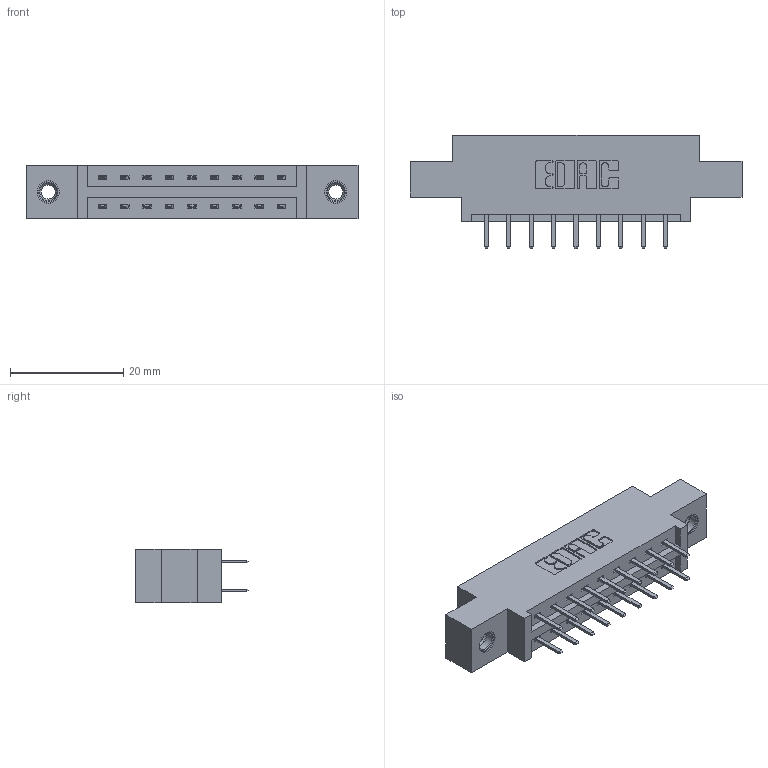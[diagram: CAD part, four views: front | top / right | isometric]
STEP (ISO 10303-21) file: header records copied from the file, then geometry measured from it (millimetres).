
FILE_DESCRIPTION (( 'STEP AP203' ), '1' );
FILE_NAME ('387-018-520-807.STEP', '2018-09-12T06:19:35', ( '' ), ( '' ), 'SwSTEP 2.0', 'SolidWorks 2016', '' );
FILE_SCHEMA (( 'CONFIG_CONTROL_DESIGN' ));
Length unit declared in the file: inch
Products named in the file (4): 337 Part_0.170 Offset - 0.156 Dia-TI; 345-292-001_345-293-120; 345-250-001_345-250-005-103; 387-018-520-807
Assembly tree (21 placements, depth 2):
  387-018-520-807
    337 Part_0.170 Offset - 0.156 Dia-TI
    345-292-001_345-293-120  x18
    345-250-001_345-250-005-103  x2
Bounding box: 58.67 x 20.02 x 9.4 mm (x, y, z)
Volume: 5605.3 mm3; surface area: 6137.5 mm2
Topology: 21 solids, 21 shells, 1222 faces, 3501 edges, 2278 vertices
Faces by surface type: plane 826, cylinder 380, cone 12, torus 4
Entity records: 12678 total; most frequent: CARTESIAN_POINT 2157, ORIENTED_EDGE 2074, DIRECTION 1915, EDGE_CURVE 1037, VECTOR 885, LINE 885, VERTEX_POINT 684, AXIS2_PLACEMENT_3D 515
